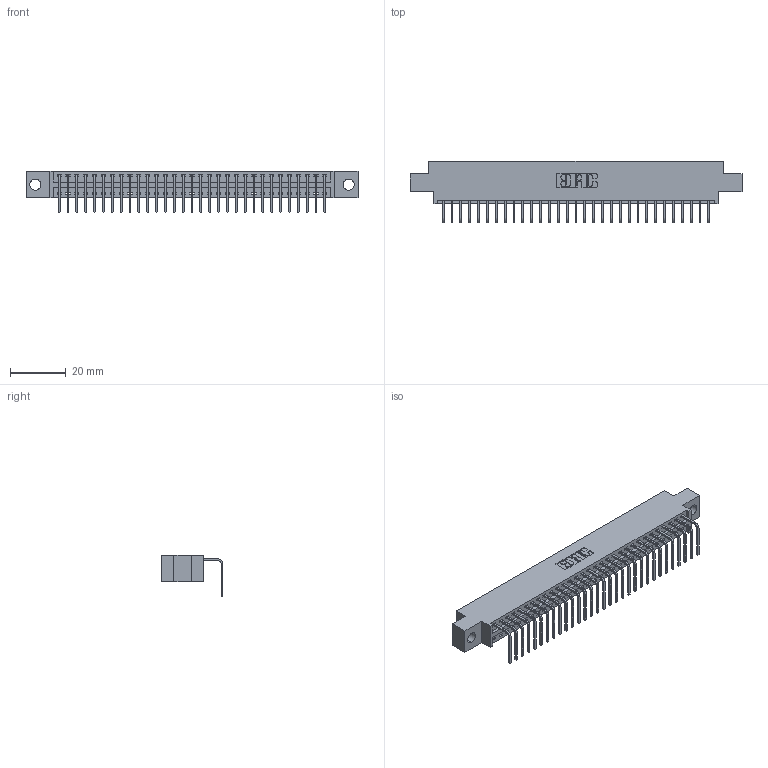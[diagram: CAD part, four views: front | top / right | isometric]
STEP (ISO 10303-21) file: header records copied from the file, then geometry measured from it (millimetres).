
FILE_DESCRIPTION (( 'STEP AP203' ), '1' );
FILE_NAME ('346-031-558-604.STEP', '2022-05-06T17:26:36', ( '' ), ( '' ), 'SwSTEP 2.0', 'SolidWorks 2020', '' );
FILE_SCHEMA (( 'CONFIG_CONTROL_DESIGN' ));
Length unit declared in the file: inch
Products named in the file (3): 346-031-558-604; 346 Part_0.170 Offset - 0.156 Dia-TH; 345-292-001_558 Tail - 2
Assembly tree (32 placements, depth 2):
  346-031-558-604
    346 Part_0.170 Offset - 0.156 Dia-TH
    345-292-001_558 Tail - 2  x31
Bounding box: 119 x 22.16 x 14.73 mm (x, y, z)
Volume: 11157.8 mm3; surface area: 14440.8 mm2
Topology: 32 solids, 32 shells, 2000 faces, 6019 edges, 3970 vertices
Faces by surface type: plane 1396, cylinder 604
Entity records: 21355 total; most frequent: CARTESIAN_POINT 3675, ORIENTED_EDGE 3638, DIRECTION 3253, EDGE_CURVE 1819, VECTOR 1563, LINE 1563, VERTEX_POINT 1210, AXIS2_PLACEMENT_3D 845
